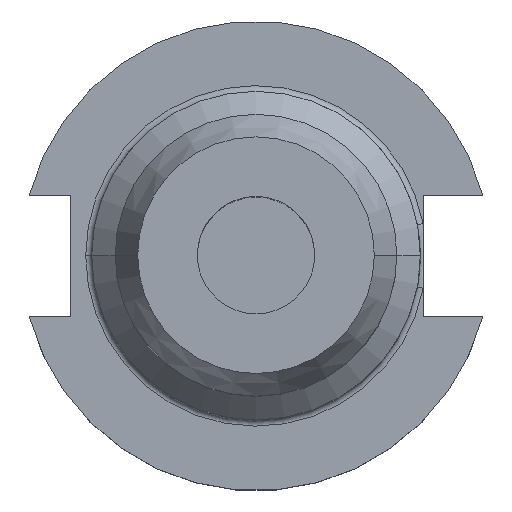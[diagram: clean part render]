
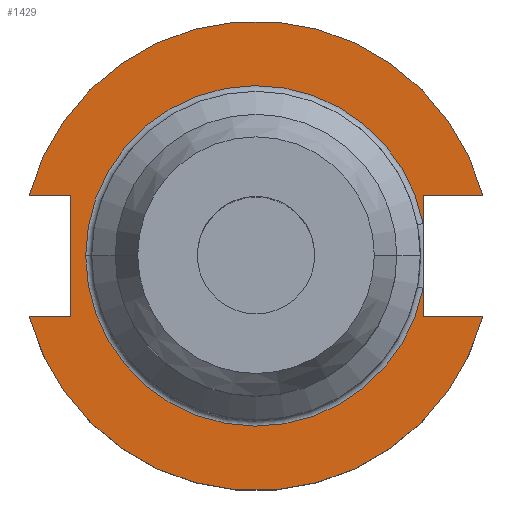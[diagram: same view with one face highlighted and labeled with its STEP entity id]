
A CAD part, top view. The second image highlights one B-rep face of the part: STEP entity #1429.
In plain terms, the highlighted planar face has unit normal (0, 0, 1).
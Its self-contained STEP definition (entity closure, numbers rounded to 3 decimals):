
#9 = EDGE_CURVE ( 'NONE', #1022, #650, #1686, .T. ) ;
#13 = ORIENTED_EDGE ( 'NONE', *, *, #1071, .T. ) ;
#22 = EDGE_CURVE ( 'NONE', #1578, #598, #1618, .T. ) ;
#23 = PLANE ( 'NONE',  #1514 ) ;
#29 = LINE ( 'NONE', #1512, #1703 ) ;
#95 = CARTESIAN_POINT ( 'NONE',  ( 0., 0., 19.05 ) ) ;
#138 = DIRECTION ( 'NONE',  ( 0., 0., -1. ) ) ;
#145 = AXIS2_PLACEMENT_3D ( 'NONE', #95, #1026, #235 ) ;
#149 = CARTESIAN_POINT ( 'NONE',  ( 0., 0., 19.05 ) ) ;
#178 = DIRECTION ( 'NONE',  ( 1., 0., 0. ) ) ;
#194 = ORIENTED_EDGE ( 'NONE', *, *, #22, .T. ) ;
#196 = CIRCLE ( 'NONE', #1191, 31.75 ) ;
#207 = CARTESIAN_POINT ( 'NONE',  ( 0., -8.191, 19.05 ) ) ;
#214 = CIRCLE ( 'NONE', #724, 31.75 ) ;
#232 = DIRECTION ( 'NONE',  ( 0., 0., 1. ) ) ;
#235 = DIRECTION ( 'NONE',  ( -1., 0., 0. ) ) ;
#253 = DIRECTION ( 'NONE',  ( 1., 0., 0. ) ) ;
#290 = DIRECTION ( 'NONE',  ( 0., 0., 1. ) ) ;
#312 = CARTESIAN_POINT ( 'NONE',  ( -23.025, 0., 19.05 ) ) ;
#323 = LINE ( 'NONE', #732, #1371 ) ;
#327 = VECTOR ( 'NONE', #253, 1000. ) ;
#343 = DIRECTION ( 'NONE',  ( 1., 0., 0. ) ) ;
#359 = CARTESIAN_POINT ( 'NONE',  ( 22.606, -4.373, 19.05 ) ) ;
#391 = CIRCLE ( 'NONE', #145, 23.025 ) ;
#400 = CARTESIAN_POINT ( 'NONE',  ( 22.606, 8.191, 19.05 ) ) ;
#450 = VERTEX_POINT ( 'NONE', #1194 ) ;
#460 = DIRECTION ( 'NONE',  ( -1., 0., 0. ) ) ;
#463 = CARTESIAN_POINT ( 'NONE',  ( 22.606, 22.225, 19.05 ) ) ;
#504 = VECTOR ( 'NONE', #1399, 1000. ) ;
#535 = VERTEX_POINT ( 'NONE', #400 ) ;
#566 = DIRECTION ( 'NONE',  ( 1., 0., 0. ) ) ;
#598 = VERTEX_POINT ( 'NONE', #813 ) ;
#601 = ORIENTED_EDGE ( 'NONE', *, *, #834, .T. ) ;
#610 = EDGE_CURVE ( 'NONE', #1478, #690, #196, .T. ) ;
#650 = VERTEX_POINT ( 'NONE', #312 ) ;
#655 = CARTESIAN_POINT ( 'NONE',  ( 22.606, -8.191, 19.05 ) ) ;
#690 = VERTEX_POINT ( 'NONE', #694 ) ;
#694 = CARTESIAN_POINT ( 'NONE',  ( -30.675, 8.191, 19.05 ) ) ;
#702 = DIRECTION ( 'NONE',  ( -1., 0., 0. ) ) ;
#704 = ORIENTED_EDGE ( 'NONE', *, *, #1114, .T. ) ;
#724 = AXIS2_PLACEMENT_3D ( 'NONE', #1536, #232, #1157 ) ;
#732 = CARTESIAN_POINT ( 'NONE',  ( 0., 8.191, 19.05 ) ) ;
#786 = ORIENTED_EDGE ( 'NONE', *, *, #1241, .F. ) ;
#813 = CARTESIAN_POINT ( 'NONE',  ( -25.091, -8.191, 19.05 ) ) ;
#834 = EDGE_CURVE ( 'NONE', #650, #1511, #391, .T. ) ;
#849 = FACE_OUTER_BOUND ( 'NONE', #1121, .T. ) ;
#852 = LINE ( 'NONE', #207, #899 ) ;
#856 = DIRECTION ( 'NONE',  ( 0., 0., -1. ) ) ;
#899 = VECTOR ( 'NONE', #343, 1000. ) ;
#926 = ORIENTED_EDGE ( 'NONE', *, *, #1016, .T. ) ;
#936 = ORIENTED_EDGE ( 'NONE', *, *, #1708, .T. ) ;
#957 = LINE ( 'NONE', #1459, #327 ) ;
#999 = DIRECTION ( 'NONE',  ( 0., 1., 0. ) ) ;
#1016 = EDGE_CURVE ( 'NONE', #1621, #1022, #1524, .T. ) ;
#1020 = EDGE_CURVE ( 'NONE', #1621, #1200, #852, .T. ) ;
#1022 = VERTEX_POINT ( 'NONE', #359 ) ;
#1026 = DIRECTION ( 'NONE',  ( 0., 0., -1. ) ) ;
#1071 = EDGE_CURVE ( 'NONE', #1511, #535, #1346, .T. ) ;
#1087 = DIRECTION ( 'NONE',  ( -1., 0., 0. ) ) ;
#1091 = CARTESIAN_POINT ( 'NONE',  ( 0., 22.225, 19.05 ) ) ;
#1114 = EDGE_CURVE ( 'NONE', #690, #1578, #957, .T. ) ;
#1117 = CARTESIAN_POINT ( 'NONE',  ( 22.606, 22.225, 19.05 ) ) ;
#1121 = EDGE_LOOP ( 'NONE', ( #926, #1443, #601, #13, #1396, #1409, #704, #194, #786, #936, #1382 ) ) ;
#1125 = CARTESIAN_POINT ( 'NONE',  ( 0., 0., 19.05 ) ) ;
#1127 = DIRECTION ( 'NONE',  ( 0., 1., 0. ) ) ;
#1157 = DIRECTION ( 'NONE',  ( 1., 0., 0. ) ) ;
#1191 = AXIS2_PLACEMENT_3D ( 'NONE', #149, #290, #566 ) ;
#1194 = CARTESIAN_POINT ( 'NONE',  ( -30.675, -8.191, 19.05 ) ) ;
#1200 = VERTEX_POINT ( 'NONE', #1481 ) ;
#1210 = VECTOR ( 'NONE', #1127, 1000. ) ;
#1225 = CARTESIAN_POINT ( 'NONE',  ( -25.091, 8.191, 19.05 ) ) ;
#1241 = EDGE_CURVE ( 'NONE', #450, #598, #29, .T. ) ;
#1263 = CARTESIAN_POINT ( 'NONE',  ( -25.091, 8.191, 19.05 ) ) ;
#1274 = VECTOR ( 'NONE', #999, 1000. ) ;
#1315 = AXIS2_PLACEMENT_3D ( 'NONE', #1125, #856, #460 ) ;
#1346 = LINE ( 'NONE', #463, #1274 ) ;
#1369 = CARTESIAN_POINT ( 'NONE',  ( 30.675, 8.191, 19.05 ) ) ;
#1371 = VECTOR ( 'NONE', #702, 1000. ) ;
#1382 = ORIENTED_EDGE ( 'NONE', *, *, #1020, .F. ) ;
#1396 = ORIENTED_EDGE ( 'NONE', *, *, #1574, .F. ) ;
#1399 = DIRECTION ( 'NONE',  ( 0., -1., 0. ) ) ;
#1409 = ORIENTED_EDGE ( 'NONE', *, *, #610, .T. ) ;
#1429 = ADVANCED_FACE ( 'NONE', ( #849 ), #23, .F. ) ;
#1443 = ORIENTED_EDGE ( 'NONE', *, *, #9, .T. ) ;
#1459 = CARTESIAN_POINT ( 'NONE',  ( -61.091, 8.191, 19.05 ) ) ;
#1478 = VERTEX_POINT ( 'NONE', #1369 ) ;
#1481 = CARTESIAN_POINT ( 'NONE',  ( 30.675, -8.191, 19.05 ) ) ;
#1511 = VERTEX_POINT ( 'NONE', #1624 ) ;
#1512 = CARTESIAN_POINT ( 'NONE',  ( -61.091, -8.191, 19.05 ) ) ;
#1514 = AXIS2_PLACEMENT_3D ( 'NONE', #1091, #138, #1087 ) ;
#1524 = LINE ( 'NONE', #1117, #1210 ) ;
#1536 = CARTESIAN_POINT ( 'NONE',  ( 0., 0., 19.05 ) ) ;
#1574 = EDGE_CURVE ( 'NONE', #1478, #535, #323, .T. ) ;
#1578 = VERTEX_POINT ( 'NONE', #1225 ) ;
#1618 = LINE ( 'NONE', #1263, #504 ) ;
#1621 = VERTEX_POINT ( 'NONE', #655 ) ;
#1624 = CARTESIAN_POINT ( 'NONE',  ( 22.606, 4.373, 19.05 ) ) ;
#1686 = CIRCLE ( 'NONE', #1315, 23.025 ) ;
#1703 = VECTOR ( 'NONE', #178, 1000. ) ;
#1708 = EDGE_CURVE ( 'NONE', #450, #1200, #214, .T. ) ;
